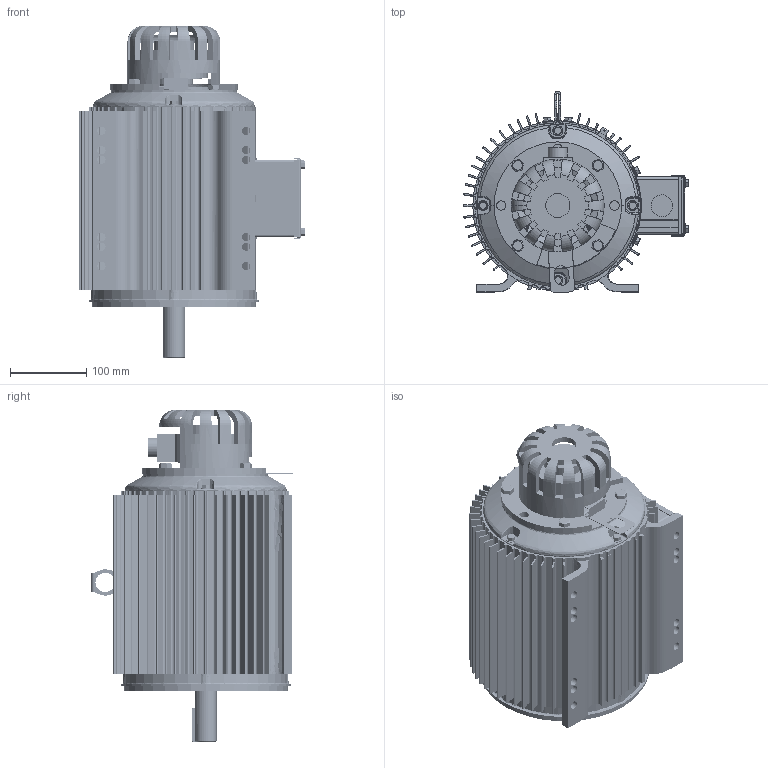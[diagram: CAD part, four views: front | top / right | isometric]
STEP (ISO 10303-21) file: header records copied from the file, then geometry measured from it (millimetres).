
FILE_DESCRIPTION (( 'STEP AP214' ), '1' );
FILE_NAME ('Y541A-A772.STEP', '2025-07-22T20:15:29', ( '' ), ( '' ), 'SwSTEP 2.0', 'SolidWorks 2021', '' );
FILE_SCHEMA (( 'AUTOMOTIVE_DESIGN' ));
Length unit declared in the file: inch
Products named in the file (1): Y541A-A772
Bounding box: 297.13 x 265.63 x 436.64 mm (x, y, z)
Volume: 2822752.5 mm3; surface area: 1169627.9 mm2
Topology: 31 solids, 31 shells, 4757 faces, 12049 edges, 7022 vertices
Faces by surface type: bspline 2244, cylinder 1132, plane 976, cone 349, torus 54, sphere 2
Entity records: 216857 total; most frequent: CARTESIAN_POINT 118975, ORIENTED_EDGE 23398, DIRECTION 16602, EDGE_CURVE 11699, VERTEX_POINT 7022, AXIS2_PLACEMENT_3D 6721, EDGE_LOOP 5009, FACE_OUTER_BOUND 4757
